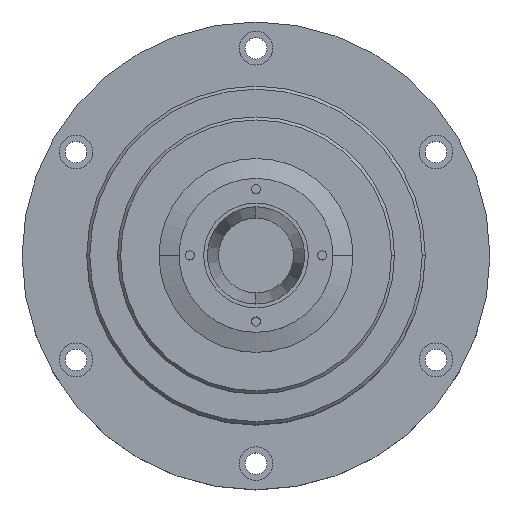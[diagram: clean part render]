
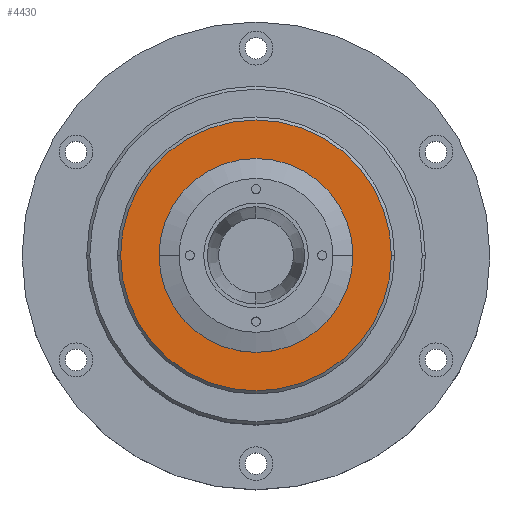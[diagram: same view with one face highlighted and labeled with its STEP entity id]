
A CAD part, top view. The second image highlights one B-rep face of the part: STEP entity #4430.
In plain terms, the highlighted face is planar.
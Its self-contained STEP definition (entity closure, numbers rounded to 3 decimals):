
#198 = DIRECTION ( 'NONE',  ( 0., 0., 1. ) ) ;
#268 = EDGE_CURVE ( 'NONE', #4707, #1909, #1512, .T. ) ;
#882 = EDGE_LOOP ( 'NONE', ( #3453, #5906 ) ) ;
#902 = EDGE_LOOP ( 'NONE', ( #5378, #3230 ) ) ;
#1382 = DIRECTION ( 'NONE',  ( 0., 0., -1. ) ) ;
#1512 = CIRCLE ( 'NONE', #5507, 26.6 ) ;
#1542 = DIRECTION ( 'NONE',  ( -1., 0., 0. ) ) ;
#1550 = FACE_BOUND ( 'NONE', #902, .T. ) ;
#1909 = VERTEX_POINT ( 'NONE', #3672 ) ;
#1988 = DIRECTION ( 'NONE',  ( -1., 0., 0. ) ) ;
#2104 = CARTESIAN_POINT ( 'NONE',  ( 6., 0., -44. ) ) ;
#2572 = CARTESIAN_POINT ( 'NONE',  ( 6., 0., 0. ) ) ;
#2689 = DIRECTION ( 'NONE',  ( 0., 0., 1. ) ) ;
#2768 = CARTESIAN_POINT ( 'NONE',  ( 6., 0., 0. ) ) ;
#2799 = CARTESIAN_POINT ( 'NONE',  ( 6., 0., 0. ) ) ;
#2825 = DIRECTION ( 'NONE',  ( 0., 0., 1. ) ) ;
#3230 = ORIENTED_EDGE ( 'NONE', *, *, #268, .F. ) ;
#3385 = CARTESIAN_POINT ( 'NONE',  ( 6., 0., 0. ) ) ;
#3453 = ORIENTED_EDGE ( 'NONE', *, *, #8078, .T. ) ;
#3672 = CARTESIAN_POINT ( 'NONE',  ( 6., 0., 26.6 ) ) ;
#3818 = DIRECTION ( 'NONE',  ( 1., 0., 0. ) ) ;
#3843 = DIRECTION ( 'NONE',  ( 0., 0., 1. ) ) ;
#3974 = CIRCLE ( 'NONE', #8051, 26.6 ) ;
#4084 = FACE_OUTER_BOUND ( 'NONE', #882, .T. ) ;
#4151 = CIRCLE ( 'NONE', #6486, 44. ) ;
#4198 = EDGE_CURVE ( 'NONE', #8089, #5526, #6050, .T. ) ;
#4430 = ADVANCED_FACE ( 'NONE', ( #1550, #4084 ), #6366, .F. ) ;
#4582 = AXIS2_PLACEMENT_3D ( 'NONE', #3385, #6479, #198 ) ;
#4586 = DIRECTION ( 'NONE',  ( -1., 0., 0. ) ) ;
#4707 = VERTEX_POINT ( 'NONE', #5473 ) ;
#5020 = EDGE_CURVE ( 'NONE', #1909, #4707, #3974, .T. ) ;
#5378 = ORIENTED_EDGE ( 'NONE', *, *, #5020, .F. ) ;
#5473 = CARTESIAN_POINT ( 'NONE',  ( 6., 0., -26.6 ) ) ;
#5507 = AXIS2_PLACEMENT_3D ( 'NONE', #2799, #4586, #2689 ) ;
#5526 = VERTEX_POINT ( 'NONE', #2104 ) ;
#5765 = CARTESIAN_POINT ( 'NONE',  ( 6., 0., 44. ) ) ;
#5906 = ORIENTED_EDGE ( 'NONE', *, *, #4198, .T. ) ;
#6050 = CIRCLE ( 'NONE', #4582, 44. ) ;
#6366 = PLANE ( 'NONE',  #6439 ) ;
#6439 = AXIS2_PLACEMENT_3D ( 'NONE', #7576, #3818, #1382 ) ;
#6479 = DIRECTION ( 'NONE',  ( -1., 0., 0. ) ) ;
#6486 = AXIS2_PLACEMENT_3D ( 'NONE', #2572, #1988, #3843 ) ;
#7576 = CARTESIAN_POINT ( 'NONE',  ( 6., 26.6, 0. ) ) ;
#8051 = AXIS2_PLACEMENT_3D ( 'NONE', #2768, #1542, #2825 ) ;
#8078 = EDGE_CURVE ( 'NONE', #5526, #8089, #4151, .T. ) ;
#8089 = VERTEX_POINT ( 'NONE', #5765 ) ;
